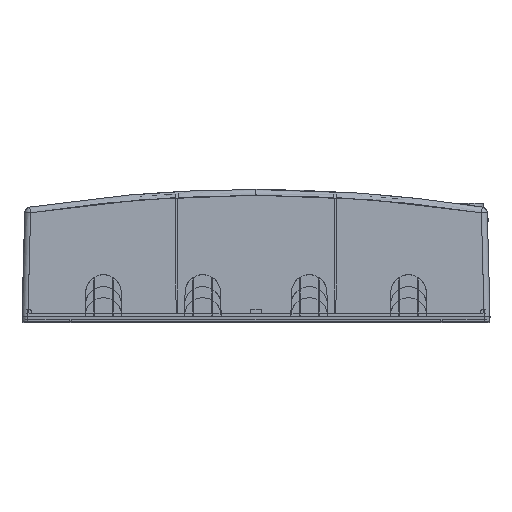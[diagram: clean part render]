
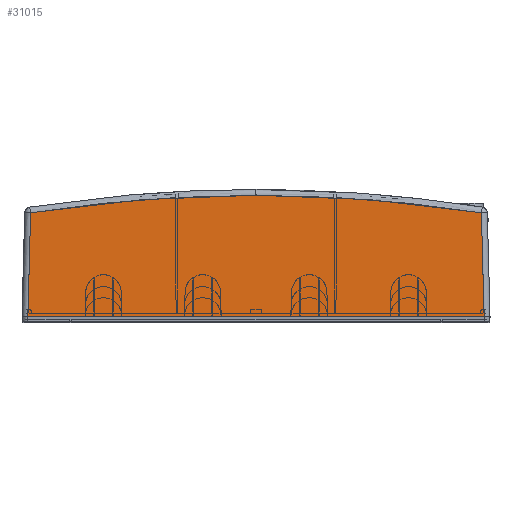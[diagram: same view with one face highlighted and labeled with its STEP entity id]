
A CAD part, top view. The second image highlights one B-rep face of the part: STEP entity #31015.
In plain terms, the highlighted planar face has unit normal (0, 0.026, 1).
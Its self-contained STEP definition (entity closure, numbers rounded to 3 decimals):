
#1760=DIRECTION('',(-1.,0.,0.));
#1761=VECTOR('',#1760,385.803);
#1762=CARTESIAN_POINT('',(192.902,0.,262.8));
#1763=LINE('',#1762,#1761);
#14342=DIRECTION('',(-0.026,0.999,-0.026));
#14343=VECTOR('',#14342,87.453);
#14344=CARTESIAN_POINT('',(192.902,0.,262.8));
#14345=LINE('',#14344,#14343);
#14349=DIRECTION('',(-0.026,-0.999,0.026));
#14350=VECTOR('',#14349,87.453);
#14351=CARTESIAN_POINT('',(-190.613,87.393,
260.51));
#14352=LINE('',#14351,#14350);
#14356=CARTESIAN_POINT('',(0.,102.231,
260.127));
#14357=CARTESIAN_POINT('',(-21.284,102.231,
260.127));
#14358=CARTESIAN_POINT('',(-63.783,101.13,
260.15));
#14359=CARTESIAN_POINT('',(-127.429,96.175,
260.282));
#14360=CARTESIAN_POINT('',(-169.586,90.686,
260.425));
#14361=CARTESIAN_POINT('',(-190.613,87.393,
260.51));
#14366=CARTESIAN_POINT('',(190.613,87.393,260.51));
#14367=CARTESIAN_POINT('',(169.586,90.686,260.425));
#14368=CARTESIAN_POINT('',(127.429,96.175,260.282));
#14369=CARTESIAN_POINT('',(63.783,101.13,260.15));
#14370=CARTESIAN_POINT('',(21.284,102.231,260.127));
#14371=CARTESIAN_POINT('',(0.,102.231,
260.127));
#15241=CARTESIAN_POINT('',(-190.613,87.393,
260.51));
#15242=CARTESIAN_POINT('',(-192.902,0.,262.8));
#15243=VERTEX_POINT('',#15241);
#15244=VERTEX_POINT('',#15242);
#15245=CARTESIAN_POINT('',(190.613,87.393,260.506));
#15247=VERTEX_POINT('',#15245);
#16115=CARTESIAN_POINT('',(192.902,0.,262.8));
#16116=VERTEX_POINT('',#16115);
#16882=VERTEX_POINT('',#14356);
#31003=CARTESIAN_POINT('',(0.,0.,262.8));
#31004=DIRECTION('',(0.,0.026,1.));
#31005=DIRECTION('',(0.,1.,-0.026));
#31006=AXIS2_PLACEMENT_3D('',#31003,#31004,#31005);
#31007=PLANE('',#31006);
#31008=ORIENTED_EDGE('',*,*,#30888,.F.);
#31009=ORIENTED_EDGE('',*,*,#17213,.T.);
#31010=ORIENTED_EDGE('',*,*,#17549,.F.);
#31011=ORIENTED_EDGE('',*,*,#30988,.F.);
#31012=ORIENTED_EDGE('',*,*,#30971,.F.);
#31013=EDGE_LOOP('',(#31008,#31009,#31010,#31011,#31012));
#31014=FACE_OUTER_BOUND('',#31013,.F.);
#14362=B_SPLINE_CURVE_WITH_KNOTS('',3,(#14356,#14357,#14358,#14359,#14360,
#14361),.UNSPECIFIED.,.F.,.F.,(4,1,1,4),(0.,0.333,
0.667,1.),.UNSPECIFIED.);
#14372=B_SPLINE_CURVE_WITH_KNOTS('',3,(#14366,#14367,#14368,#14369,#14370,
#14371),.UNSPECIFIED.,.F.,.F.,(4,1,1,4),(0.,0.333,
0.667,1.),.UNSPECIFIED.);
#17213=EDGE_CURVE('',#16116,#15244,#1763,.T.);
#17549=EDGE_CURVE('',#15243,#15244,#14352,.T.);
#30888=EDGE_CURVE('',#16116,#15247,#14345,.T.);
#30971=EDGE_CURVE('',#15247,#16882,#14372,.T.);
#30988=EDGE_CURVE('',#16882,#15243,#14362,.T.);
#31015=ADVANCED_FACE('',(#31014),#31007,.T.);
